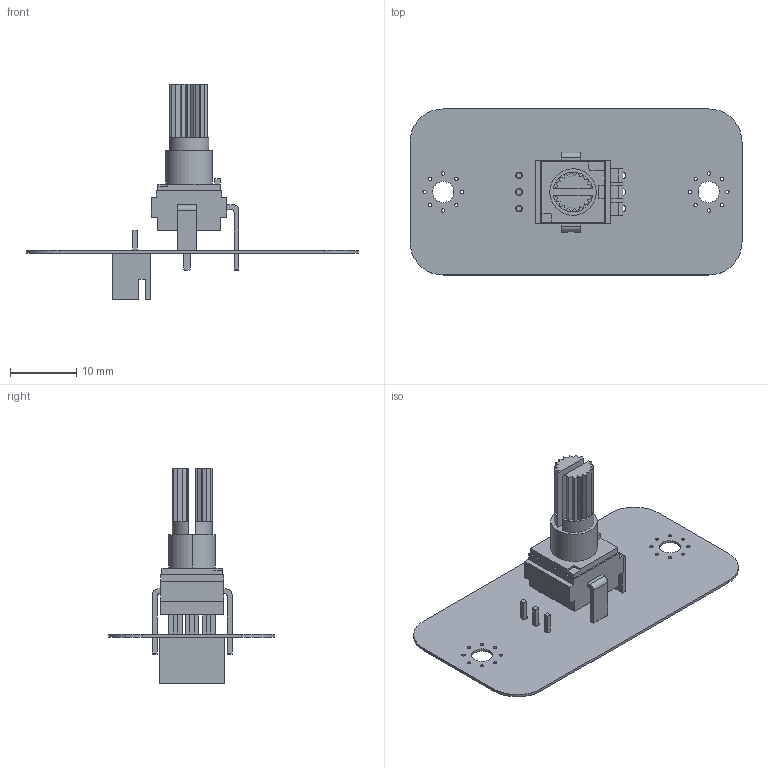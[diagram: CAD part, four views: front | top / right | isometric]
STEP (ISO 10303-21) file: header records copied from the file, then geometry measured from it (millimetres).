
FILE_DESCRIPTION(('Open CASCADE Model'),'2;1');
FILE_NAME('Open CASCADE Shape Model','2025-11-06T13:21:01',('Author'),( 'Open CASCADE'),'Open CASCADE STEP processor 6.8','Open CASCADE 6.8' ,'Unknown');
FILE_SCHEMA(('AUTOMOTIVE_DESIGN { 1 0 10303 214 1 1 1 1 }'));
Length unit declared in the file: millimetre
Products named in the file (7): PCB; Board; Open CASCADE STEP translator 6.8 1.1.1; RP1; User_Library-097_adjustable_resistor; J1; B3B-XH-A
Assembly tree (6 placements, depth 3):
  PCB
    Board
      Open CASCADE STEP translator 6.8 1.1.1
    RP1
      User_Library-097_adjustable_resistor
    J1
      B3B-XH-A
Bounding box: 50 x 25 x 32.41 mm (x, y, z)
Volume: 1865 mm3; surface area: 4210 mm2
Topology: 3 solids, 3 shells, 263 faces, 692 edges, 450 vertices
Faces by surface type: plane 205, cylinder 58
Full cylindrical faces by diameter (mm): 0.5 x16, 1 x6, 3.2 x2
Entity records: 8598 total; most frequent: CARTESIAN_POINT 1412, ORIENTED_EDGE 1384, DIRECTION 1364, EDGE_CURVE 692, LINE 560, VECTOR 560, VERTEX_POINT 450, AXIS2_PLACEMENT_3D 402
